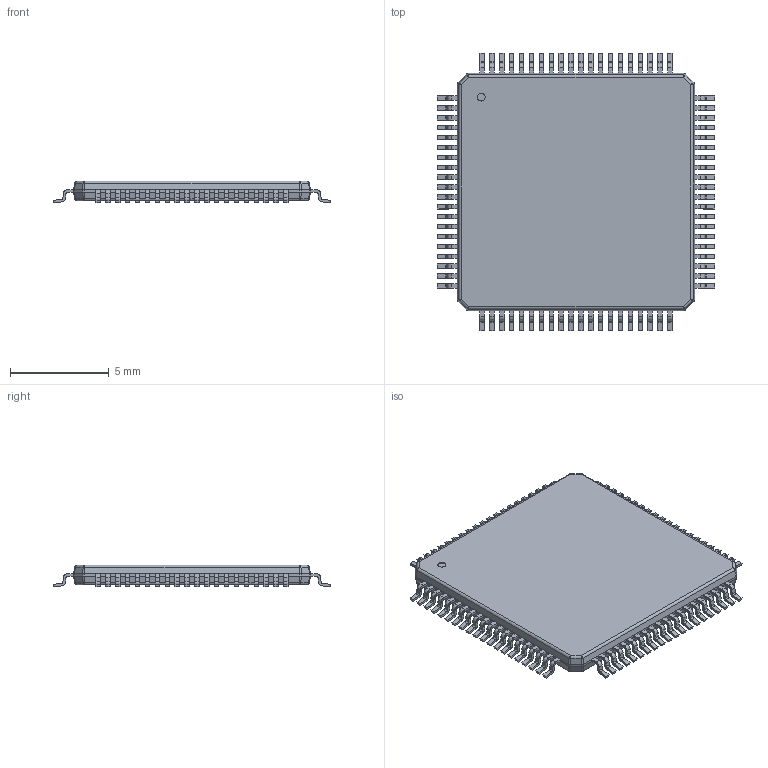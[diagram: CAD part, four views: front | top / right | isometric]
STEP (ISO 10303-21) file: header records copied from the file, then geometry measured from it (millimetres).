
FILE_DESCRIPTION((''),'2;1');
FILE_NAME('PFC0080A_ASM','2017-06-14T',('a0412025'),(''),'CREO PARAMETRIC BY PTC INC, 2016050','CREO PARAMETRIC BY PTC INC, 2016050','');
FILE_SCHEMA(('AUTOMOTIVE_DESIGN { 1 0 10303 214 1 1 1 1 }'));
Length unit declared in the file: millimetre
Products named in the file (3): BODY-QFP; LEAD-QFP; PFC0080A_ASM
Assembly tree (81 placements, depth 2):
  PFC0080A_ASM
    BODY-QFP
    LEAD-QFP  x80
Bounding box: 14.03 x 14.03 x 1.1 mm (x, y, z)
Volume: 144.5 mm3; surface area: 403.2 mm2
Topology: 81 solids, 81 shells, 1205 faces, 3046 edges, 2004 vertices
Faces by surface type: plane 827, cylinder 362, sphere 16
Entity records: 4296 total; most frequent: CARTESIAN_POINT 667, DIRECTION 612, ORIENTED_EDGE 404, AXIS2_PLACEMENT_3D 243, PRESENTATION_STYLE_ASSIGNMENT 204, STYLED_ITEM 204, CURVE_STYLE 202, EDGE_CURVE 202
